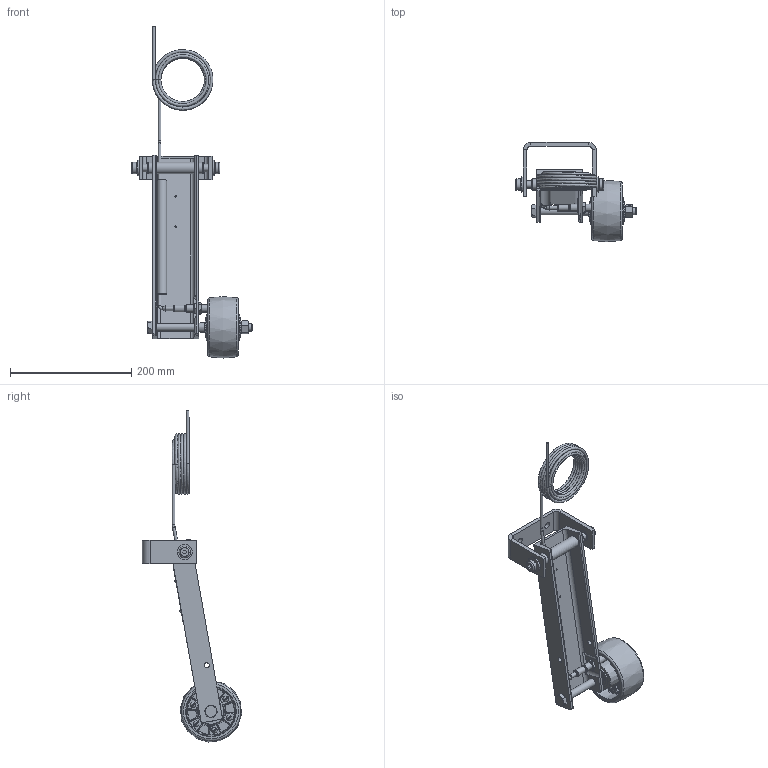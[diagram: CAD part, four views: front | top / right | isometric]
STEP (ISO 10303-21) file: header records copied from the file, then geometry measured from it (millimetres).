
FILE_DESCRIPTION(/* description */ ('BSDC Series Compact Belt Speed Detector'),/* implementation_level */ '2;1');
FILE_NAME(/* name */ 'BSDC-2S.stp',/* time_stamp */ '2021-06-22T11:57:10-04:00',/* author */ ('Luke'),/* organization */ ('Conveyor Components Company'),/* preprocessor_version */ 'ST-DEVELOPER v18',/* originating_system */ 'Autodesk Inventor 2020',/* authorisation */ '');
FILE_SCHEMA (('AUTOMOTIVE_DESIGN { 1 0 10303 214 3 1 1 }'));
Length unit declared in the file: inch
Products named in the file (26): BSDC-2S; 21310109; 21310101; 21310102; 21310103; 21030334; 21310104; 21310105; 21310017; 20061210; 22011609; 21310106; 21310107; 21310108; MA40JB84 - 4 in; PRBRG60 - 4 in; 22011088; 20204006; 20364407; 22011613; 20980105; 22016112; 21030329; RMS-12S; RMS-12S body for SBSD; RMS-12S nut
Assembly tree (40 placements, depth 6):
  BSDC-2S
    21310109
      21310101
        21310102
        21310103
        21030334
      21310104
        21310105
        21310017  x2
          20061210
      22011609  x2
      21310106
        21310107
          21310108
            MA40JB84 - 4 in
            PRBRG60 - 4 in  x2
        22011088  x6
        20204006  x6
      20364407
      22011613
    20980105
    22016112  x2
    21030329
    RMS-12S
      RMS-12S body for SBSD
      RMS-12S nut  x2
Bounding box: 200.01 x 163.81 x 548.37 mm (x, y, z)
Volume: 687266.6 mm3; surface area: 291380.3 mm2
Topology: 33 solids, 33 shells, 894 faces, 2026 edges, 1249 vertices
Faces by surface type: plane 308, cylinder 240, cone 162, torus 72, bspline 56, sphere 56
Full cylindrical faces by diameter (mm): 0.935 x1, 1.189 x1, 2.032 x2, 2.381 x2, 2.464 x2, 2.5 x1, 2.769 x2, 3.175 x1, 3.683 x6, 4.5 x4, 4.826 x6, 5.613 x6, 7 x1, 7.633 x2, 7.798 x2, 8.433 x2, 9.525 x2, 10.317 x2, 10.592 x1, 10.9 x3, 10.917 x2, 11 x4, 12 x1, 12.116 x2, 12.649 x2, 12.7 x1, 12.776 x2, 12.827 x2, 13.386 x1, 13.487 x3
Entity records: 27591 total; most frequent: CARTESIAN_POINT 11447, DIRECTION 3437, ORIENTED_EDGE 3054, EDGE_CURVE 1527, AXIS2_PLACEMENT_3D 1452, VERTEX_POINT 937, EDGE_LOOP 768, CIRCLE 763
